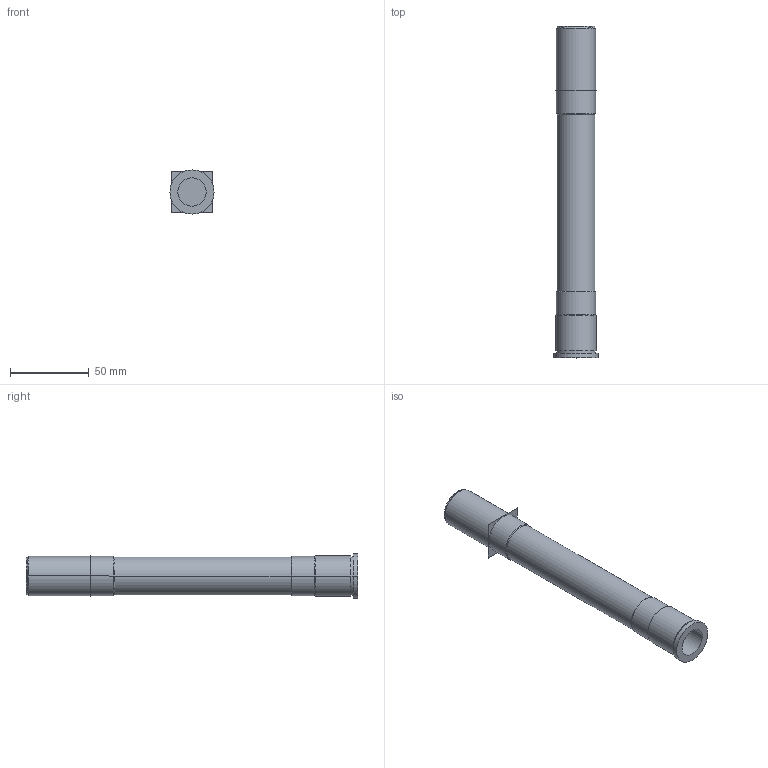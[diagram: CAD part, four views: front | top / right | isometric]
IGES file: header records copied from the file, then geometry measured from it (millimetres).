
Start section:  PTC IGES file: axe_colonne.igs
Global section: file name: axe_colonne.igs; native system: Pro/ENGINEER by Parametric Technology Corporation; preprocessor: 2006380; author: Utilisateur; organization: Unknown; date: 20231002.203649; units: millimetre
Bounding box: 28 x 210.8 x 28 mm (x, y, z)
Surface area: 35818 mm2 (no closed solid volume)
Topology: 0 solids, 0 shells, 32 faces, 176 edges, 200 vertices
Faces by surface type: revolution 26, bspline 6
